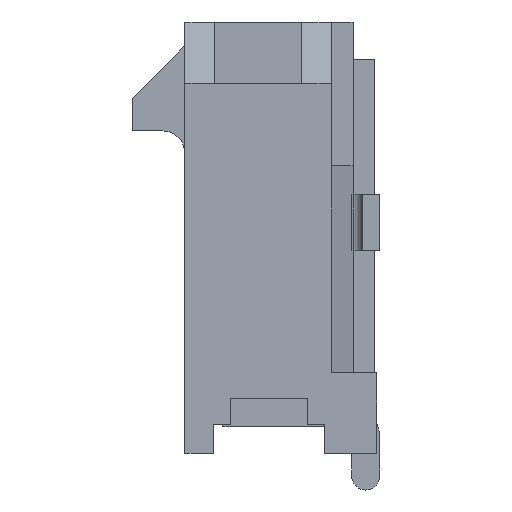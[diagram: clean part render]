
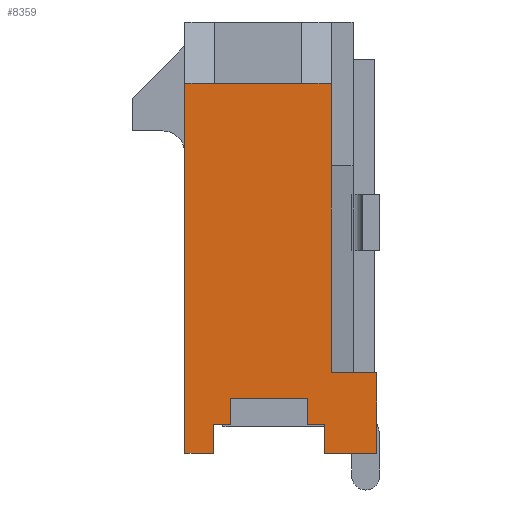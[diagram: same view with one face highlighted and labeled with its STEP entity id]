
A CAD part, left-side view. The second image highlights one B-rep face of the part: STEP entity #8359.
In plain terms, the highlighted planar face has unit normal (-1, 0, 0).
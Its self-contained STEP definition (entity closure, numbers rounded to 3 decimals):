
#1697=DIRECTION('',(0.,0.,-1.));
#1698=VECTOR('',#1697,1.9);
#1699=CARTESIAN_POINT('',(-12.32,-1.43,3.55));
#1700=LINE('',#1699,#1698);
#1701=DIRECTION('',(0.,0.,1.));
#1702=VECTOR('',#1701,4.75);
#1703=CARTESIAN_POINT('',(-12.32,-1.43,-3.1));
#1704=LINE('',#1703,#1702);
#1705=DIRECTION('',(0.,0.,-1.));
#1706=VECTOR('',#1705,1.85);
#1707=CARTESIAN_POINT('',(-12.32,-2.47,-3.1));
#1708=LINE('',#1707,#1706);
#1709=DIRECTION('',(0.,1.,0.));
#1710=VECTOR('',#1709,1.2);
#1711=CARTESIAN_POINT('',(-12.32,-2.47,-4.95));
#1712=LINE('',#1711,#1710);
#1713=DIRECTION('',(0.,0.,1.));
#1714=VECTOR('',#1713,0.67);
#1715=CARTESIAN_POINT('',(-12.32,-1.27,-4.95));
#1716=LINE('',#1715,#1714);
#1717=DIRECTION('',(0.,1.,0.));
#1718=VECTOR('',#1717,0.395);
#1719=CARTESIAN_POINT('',(-12.32,-1.27,-4.28));
#1720=LINE('',#1719,#1718);
#1721=DIRECTION('',(0.,0.,-1.));
#1722=VECTOR('',#1721,0.6);
#1723=CARTESIAN_POINT('',(-12.32,-0.875,-3.68));
#1724=LINE('',#1723,#1722);
#1725=DIRECTION('',(0.,-1.,0.));
#1726=VECTOR('',#1725,1.75);
#1727=CARTESIAN_POINT('',(-12.32,0.875,-3.68));
#1728=LINE('',#1727,#1726);
#1729=DIRECTION('',(0.,0.,-1.));
#1730=VECTOR('',#1729,0.6);
#1731=CARTESIAN_POINT('',(-12.32,0.875,-3.68));
#1732=LINE('',#1731,#1730);
#1733=DIRECTION('',(0.,1.,0.));
#1734=VECTOR('',#1733,0.395);
#1735=CARTESIAN_POINT('',(-12.32,0.875,-4.28));
#1736=LINE('',#1735,#1734);
#1737=DIRECTION('',(0.,0.,-1.));
#1738=VECTOR('',#1737,0.67);
#1739=CARTESIAN_POINT('',(-12.32,1.27,-4.28));
#1740=LINE('',#1739,#1738);
#1741=DIRECTION('',(0.,1.,0.));
#1742=VECTOR('',#1741,0.66);
#1743=CARTESIAN_POINT('',(-12.32,1.27,-4.95));
#1744=LINE('',#1743,#1742);
#1745=DIRECTION('',(0.,0.,1.));
#1746=VECTOR('',#1745,8.5);
#1747=CARTESIAN_POINT('',(-12.32,1.93,-4.95));
#1748=LINE('',#1747,#1746);
#1749=DIRECTION('',(0.,1.,0.));
#1750=VECTOR('',#1749,0.68);
#1751=CARTESIAN_POINT('',(-12.32,1.25,3.55));
#1752=LINE('',#1751,#1750);
#1753=DIRECTION('',(0.,1.,0.));
#1754=VECTOR('',#1753,2.);
#1755=CARTESIAN_POINT('',(-12.32,-0.75,3.55));
#1756=LINE('',#1755,#1754);
#1757=DIRECTION('',(0.,1.,0.));
#1758=VECTOR('',#1757,0.68);
#1759=CARTESIAN_POINT('',(-12.32,-1.43,3.55));
#1760=LINE('',#1759,#1758);
#1969=DIRECTION('',(0.,1.,0.));
#1970=VECTOR('',#1969,1.04);
#1971=CARTESIAN_POINT('',(-12.32,-2.47,-3.1));
#1972=LINE('',#1971,#1970);
#4635=CARTESIAN_POINT('',(-12.32,-2.47,-3.1));
#4636=CARTESIAN_POINT('',(-12.32,-2.47,-4.95));
#4637=VERTEX_POINT('',#4635);
#4638=VERTEX_POINT('',#4636);
#4639=CARTESIAN_POINT('',(-12.32,-1.27,-4.95));
#4640=VERTEX_POINT('',#4639);
#4647=CARTESIAN_POINT('',(-12.32,-1.27,-4.28));
#4648=VERTEX_POINT('',#4647);
#4649=CARTESIAN_POINT('',(-12.32,1.27,-4.28));
#4650=CARTESIAN_POINT('',(-12.32,1.27,-4.95));
#4651=VERTEX_POINT('',#4649);
#4652=VERTEX_POINT('',#4650);
#4653=CARTESIAN_POINT('',(-12.32,1.93,-4.95));
#4654=VERTEX_POINT('',#4653);
#4679=CARTESIAN_POINT('',(-12.32,-0.75,3.55));
#4680=CARTESIAN_POINT('',(-12.32,1.25,3.55));
#4681=VERTEX_POINT('',#4679);
#4682=VERTEX_POINT('',#4680);
#4733=CARTESIAN_POINT('',(-12.32,-0.875,-4.28));
#4735=VERTEX_POINT('',#4733);
#4737=CARTESIAN_POINT('',(-12.32,0.875,-4.28));
#4739=VERTEX_POINT('',#4737);
#4779=CARTESIAN_POINT('',(-12.32,0.875,-3.68));
#4781=VERTEX_POINT('',#4779);
#4965=CARTESIAN_POINT('',(-12.32,1.93,3.55));
#4967=VERTEX_POINT('',#4965);
#4973=CARTESIAN_POINT('',(-12.32,-0.875,-3.68));
#4974=VERTEX_POINT('',#4973);
#5005=CARTESIAN_POINT('',(-12.32,-1.43,-3.1));
#5006=VERTEX_POINT('',#5005);
#5501=CARTESIAN_POINT('',(-12.32,-1.43,3.55));
#5503=VERTEX_POINT('',#5501);
#5510=CARTESIAN_POINT('',(-12.32,-1.43,1.65));
#5512=VERTEX_POINT('',#5510);
#8324=CARTESIAN_POINT('',(-12.32,0.,0.));
#8325=DIRECTION('',(1.,0.,0.));
#8326=DIRECTION('',(0.,0.,-1.));
#8327=AXIS2_PLACEMENT_3D('',#8324,#8325,#8326);
#8328=PLANE('',#8327);
#8329=ORIENTED_EDGE('',*,*,#6594,.T.);
#8331=ORIENTED_EDGE('',*,*,#8330,.F.);
#8333=ORIENTED_EDGE('',*,*,#8332,.F.);
#8335=ORIENTED_EDGE('',*,*,#8334,.T.);
#8337=ORIENTED_EDGE('',*,*,#8336,.T.);
#8338=ORIENTED_EDGE('',*,*,#6362,.T.);
#8339=ORIENTED_EDGE('',*,*,#7641,.T.);
#8340=ORIENTED_EDGE('',*,*,#7989,.F.);
#8342=ORIENTED_EDGE('',*,*,#8341,.F.);
#8344=ORIENTED_EDGE('',*,*,#8343,.T.);
#8345=ORIENTED_EDGE('',*,*,#7660,.T.);
#8347=ORIENTED_EDGE('',*,*,#8346,.T.);
#8349=ORIENTED_EDGE('',*,*,#8348,.T.);
#8351=ORIENTED_EDGE('',*,*,#8350,.T.);
#8353=ORIENTED_EDGE('',*,*,#8352,.F.);
#8354=ORIENTED_EDGE('',*,*,#8316,.F.);
#8356=ORIENTED_EDGE('',*,*,#8355,.F.);
#8357=EDGE_LOOP('',(#8329,#8331,#8333,#8335,#8337,#8338,#8339,#8340,#8342,#8344,
#8345,#8347,#8349,#8351,#8353,#8354,#8356));
#8358=FACE_OUTER_BOUND('',#8357,.F.);
#8359=ADVANCED_FACE('',(#8358),#8328,.F.);
#6362=EDGE_CURVE('',#4640,#4648,#1716,.T.);
#6594=EDGE_CURVE('',#5503,#5512,#1700,.T.);
#7641=EDGE_CURVE('',#4648,#4735,#1720,.T.);
#7660=EDGE_CURVE('',#4739,#4651,#1736,.T.);
#7989=EDGE_CURVE('',#4974,#4735,#1724,.T.);
#8316=EDGE_CURVE('',#4681,#4682,#1756,.T.);
#8330=EDGE_CURVE('',#5006,#5512,#1704,.T.);
#8332=EDGE_CURVE('',#4637,#5006,#1972,.T.);
#8334=EDGE_CURVE('',#4637,#4638,#1708,.T.);
#8336=EDGE_CURVE('',#4638,#4640,#1712,.T.);
#8341=EDGE_CURVE('',#4781,#4974,#1728,.T.);
#8343=EDGE_CURVE('',#4781,#4739,#1732,.T.);
#8346=EDGE_CURVE('',#4651,#4652,#1740,.T.);
#8348=EDGE_CURVE('',#4652,#4654,#1744,.T.);
#8350=EDGE_CURVE('',#4654,#4967,#1748,.T.);
#8352=EDGE_CURVE('',#4682,#4967,#1752,.T.);
#8355=EDGE_CURVE('',#5503,#4681,#1760,.T.);
